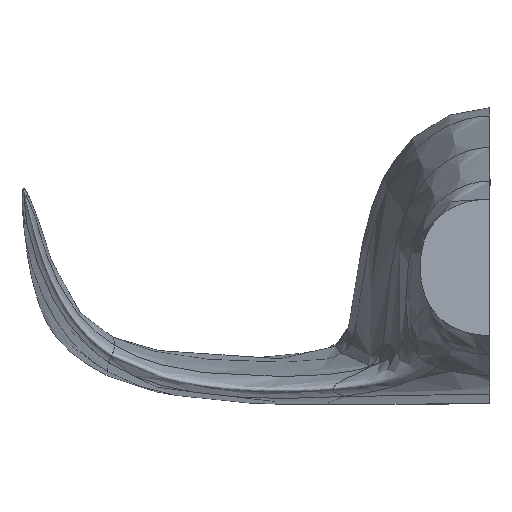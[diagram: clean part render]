
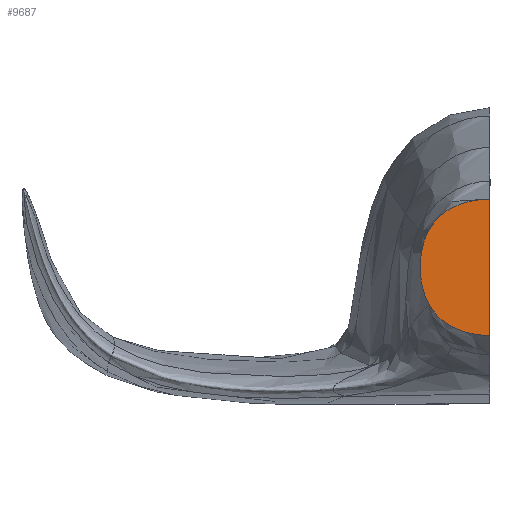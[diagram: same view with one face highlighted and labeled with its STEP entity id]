
A CAD part, left-side view. The second image highlights one B-rep face of the part: STEP entity #9687.
In plain terms, the highlighted planar face has unit normal (-1, 0, 0).
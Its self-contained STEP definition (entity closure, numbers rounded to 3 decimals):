
#9674=AXIS2_PLACEMENT_3D('Plane Axis2P3D',#9671,#9672,#9673) ;
#9004=CARTESIAN_POINT('Control Point',(-2025.792,586.158,601.581)) ;
#9005=CARTESIAN_POINT('Control Point',(-2025.792,600.698,627.235)) ;
#9006=CARTESIAN_POINT('Control Point',(-2025.792,613.755,654.324)) ;
#9007=CARTESIAN_POINT('Control Point',(-2025.792,625.333,682.668)) ;
#9008=CARTESIAN_POINT('Control Point',(-2025.792,635.434,712.084)) ;
#9009=CARTESIAN_POINT('Control Point',(-2025.792,661.312,803.007)) ;
#9010=CARTESIAN_POINT('Control Point',(-2025.792,673.945,900.319)) ;
#9011=CARTESIAN_POINT('Control Point',(-2025.792,676.5,966.58)) ;
#9012=CARTESIAN_POINT('Control Point',(-2025.792,673.211,1032.778)) ;
#9013=CARTESIAN_POINT('Control Point',(-2025.792,659.543,1129.802)) ;
#9014=CARTESIAN_POINT('Control Point',(-2025.792,632.821,1220.15)) ;
#9015=CARTESIAN_POINT('Control Point',(-2025.792,622.466,1249.343)) ;
#9016=CARTESIAN_POINT('Control Point',(-2025.792,610.666,1277.431)) ;
#9017=CARTESIAN_POINT('Control Point',(-2025.792,597.423,1304.233)) ;
#9018=CARTESIAN_POINT('Control Point',(-2025.792,582.741,1329.567)) ;
#9019=CARTESIAN_POINT('Vertex',(-2025.792,586.158,601.581)) ;
#9021=CARTESIAN_POINT('Vertex',(-2025.792,582.741,1329.567)) ;
#9116=CARTESIAN_POINT('Control Point',(-2025.792,582.741,1329.567)) ;
#9117=CARTESIAN_POINT('Control Point',(-2025.792,565.122,1359.968)) ;
#9118=CARTESIAN_POINT('Control Point',(-2025.792,545.343,1388.168)) ;
#9119=CARTESIAN_POINT('Control Point',(-2025.792,523.585,1414.217)) ;
#9120=CARTESIAN_POINT('Control Point',(-2025.792,476.469,1462.112)) ;
#9121=CARTESIAN_POINT('Control Point',(-2025.792,422.874,1501.805)) ;
#9122=CARTESIAN_POINT('Control Point',(-2025.792,394.637,1519.65)) ;
#9123=CARTESIAN_POINT('Control Point',(-2025.792,335.643,1551.441)) ;
#9124=CARTESIAN_POINT('Control Point',(-2025.792,272.33,1575.632)) ;
#9125=CARTESIAN_POINT('Control Point',(-2025.792,239.774,1585.878)) ;
#9126=CARTESIAN_POINT('Control Point',(-2025.792,173.221,1602.769)) ;
#9127=CARTESIAN_POINT('Control Point',(-2025.792,104.508,1612.663)) ;
#9128=CARTESIAN_POINT('Control Point',(-2025.792,69.792,1615.911)) ;
#9129=CARTESIAN_POINT('Control Point',(-2025.792,34.896,1617.51)) ;
#9130=CARTESIAN_POINT('Control Point',(-2025.792,0.,1617.51)) ;
#9131=CARTESIAN_POINT('Vertex',(-2025.792,0.,1617.51)) ;
#9644=CARTESIAN_POINT('Vertex',(-2025.792,0.,305.969)) ;
#9648=CARTESIAN_POINT('Control Point',(-2025.792,586.158,601.581)) ;
#9649=CARTESIAN_POINT('Control Point',(-2025.792,571.618,575.927)) ;
#9650=CARTESIAN_POINT('Control Point',(-2025.792,555.595,551.709)) ;
#9651=CARTESIAN_POINT('Control Point',(-2025.792,538.183,528.907)) ;
#9652=CARTESIAN_POINT('Control Point',(-2025.792,519.473,507.503)) ;
#9653=CARTESIAN_POINT('Control Point',(-2025.792,459.731,447.424)) ;
#9654=CARTESIAN_POINT('Control Point',(-2025.792,389.982,399.579)) ;
#9655=CARTESIAN_POINT('Control Point',(-2025.792,339.777,372.965)) ;
#9656=CARTESIAN_POINT('Control Point',(-2025.792,286.607,351.482)) ;
#9657=CARTESIAN_POINT('Control Point',(-2025.792,203.515,326.725)) ;
#9658=CARTESIAN_POINT('Control Point',(-2025.792,117.089,312.824)) ;
#9659=CARTESIAN_POINT('Control Point',(-2025.792,88.002,309.377)) ;
#9660=CARTESIAN_POINT('Control Point',(-2025.792,58.73,307.098)) ;
#9661=CARTESIAN_POINT('Control Point',(-2025.792,29.365,305.969)) ;
#9662=CARTESIAN_POINT('Control Point',(-2025.792,0.,305.969)) ;
#9671=CARTESIAN_POINT('Axis2P3D Location',(-2025.792,0.,964.296)) ;
#9676=CARTESIAN_POINT('Line Origine',(-2025.792,0.,961.739)) ;
#9672=DIRECTION('Axis2P3D Direction',(1.,0.,0.)) ;
#9673=DIRECTION('Axis2P3D XDirection',(0.,0.,1.)) ;
#9677=DIRECTION('Vector Direction',(0.,0.,1.)) ;
#9678=VECTOR('Line Direction',#9677,1.) ;
#9682=ORIENTED_EDGE('',*,*,#9680,.T.) ;
#9683=ORIENTED_EDGE('',*,*,#9133,.F.) ;
#9684=ORIENTED_EDGE('',*,*,#9023,.F.) ;
#9685=ORIENTED_EDGE('',*,*,#9663,.F.) ;
#9687=ADVANCED_FACE('Corps de pi\X2\00E8\X0\ce.19',(#9686),#9675,.F.) ;
#9003=B_SPLINE_CURVE_WITH_KNOTS('',6,(#9004,#9005,#9006,#9007,#9008,#9009,#9010,#9011,#9012,#9013,#9014,#9015,#9016,#9017,#9018),.UNSPECIFIED.,.F.,.U.,(7,4,4,7),(0.,1.,3.,4.),.UNSPECIFIED.) ;
#9115=B_SPLINE_CURVE_WITH_KNOTS('',5,(#9116,#9117,#9118,#9119,#9120,#9121,#9122,#9123,#9124,#9125,#9126,#9127,#9128,#9129,#9130),.UNSPECIFIED.,.F.,.U.,(6,3,3,3,6),(0.,1.,2.,3.,4.),.UNSPECIFIED.) ;
#9647=B_SPLINE_CURVE_WITH_KNOTS('',6,(#9648,#9649,#9650,#9651,#9652,#9653,#9654,#9655,#9656,#9657,#9658,#9659,#9660,#9661,#9662),.UNSPECIFIED.,.F.,.U.,(7,4,4,7),(0.,1.,3.,4.),.UNSPECIFIED.) ;
#9023=EDGE_CURVE('',#9020,#9022,#9003,.T.) ;
#9133=EDGE_CURVE('',#9022,#9132,#9115,.T.) ;
#9663=EDGE_CURVE('',#9645,#9020,#9647,.F.) ;
#9680=EDGE_CURVE('',#9645,#9132,#9679,.T.) ;
#9681=EDGE_LOOP('',(#9682,#9683,#9684,#9685)) ;
#9686=FACE_OUTER_BOUND('',#9681,.T.) ;
#9679=LINE('Line',#9676,#9678) ;
#9675=PLANE('Plane',#9674) ;
#9020=VERTEX_POINT('',#9019) ;
#9022=VERTEX_POINT('',#9021) ;
#9132=VERTEX_POINT('',#9131) ;
#9645=VERTEX_POINT('',#9644) ;
